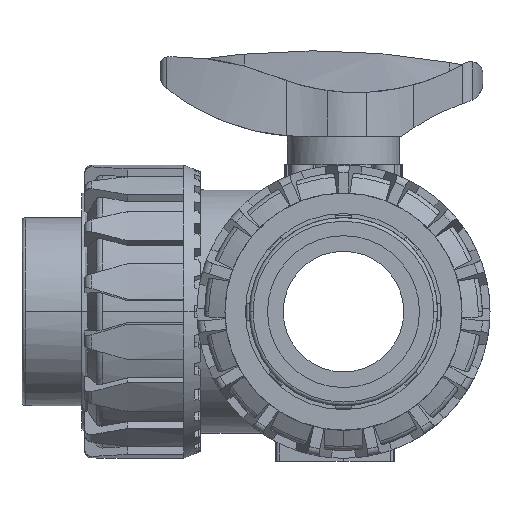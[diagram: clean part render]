
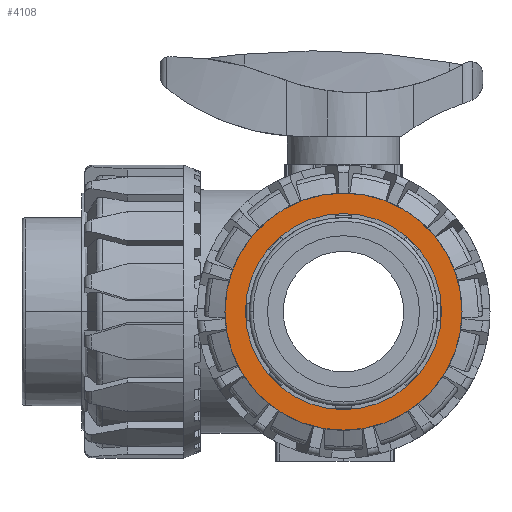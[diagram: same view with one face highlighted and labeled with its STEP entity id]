
A CAD part, front view. The second image highlights one B-rep face of the part: STEP entity #4108.
In plain terms, the highlighted planar face has unit normal (0, -1, 0).
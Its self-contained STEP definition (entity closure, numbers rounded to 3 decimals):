
#4108=ADVANCED_FACE('',(#8440,#8441),#8442,.T.);
#8440=FACE_BOUND('',#13043,.T.);
#8441=FACE_OUTER_BOUND('',#13044,.T.);
#8442=PLANE('',#13045);
#13043=EDGE_LOOP('',(#26062,#26063));
#13044=EDGE_LOOP('',(#26064,#26065));
#13045=AXIS2_PLACEMENT_3D('',#26066,#26067,#26068);
#26062=ORIENTED_EDGE('',*,*,#33246,.T.);
#26063=ORIENTED_EDGE('',*,*,#32117,.T.);
#26064=ORIENTED_EDGE('',*,*,#32112,.T.);
#26065=ORIENTED_EDGE('',*,*,#33325,.T.);
#26066=CARTESIAN_POINT('',(0.0,-108.5,-61.));
#26067=DIRECTION('',(0.0,-1.0,0.0));
#26068=DIRECTION('',(1.0,0.0,0.0));
#32112=EDGE_CURVE('',#39661,#39725,#39727,.T.);
#32117=EDGE_CURVE('',#39730,#39734,#39736,.T.);
#33246=EDGE_CURVE('',#39734,#39730,#41441,.T.);
#33325=EDGE_CURVE('',#39725,#39661,#41534,.T.);
#39661=VERTEX_POINT('',#52490);
#39725=VERTEX_POINT('',#52555);
#39727=CIRCLE('',#52558,49.15);
#39730=VERTEX_POINT('',#52561);
#39734=VERTEX_POINT('',#52566);
#39736=CIRCLE('',#52569,40.65);
#41441=CIRCLE('',#55553,40.65);
#41534=CIRCLE('',#55737,49.15);
#52490=CARTESIAN_POINT('',(0.0,-108.5,-110.15));
#52555=CARTESIAN_POINT('',(0.,-108.5,-11.85));
#52558=AXIS2_PLACEMENT_3D('',#62811,#62812,#62813);
#52561=CARTESIAN_POINT('',(-40.65,-108.5,-61.));
#52566=CARTESIAN_POINT('',(40.65,-108.5,-61.));
#52569=AXIS2_PLACEMENT_3D('',#62819,#62820,#62821);
#55553=AXIS2_PLACEMENT_3D('',#64386,#64387,#64388);
#55737=AXIS2_PLACEMENT_3D('',#64459,#64460,#64461);
#62811=CARTESIAN_POINT('',(0.0,-108.5,-61.));
#62812=DIRECTION('',(0.0,-1.0,0.0));
#62813=DIRECTION('',(1.0,0.0,0.0));
#62819=CARTESIAN_POINT('',(0.0,-108.5,-61.));
#62820=DIRECTION('',(0.0,1.0,0.0));
#62821=DIRECTION('',(-1.0,0.0,0.0));
#64386=CARTESIAN_POINT('',(0.0,-108.5,-61.));
#64387=DIRECTION('',(0.0,1.0,0.0));
#64388=DIRECTION('',(-1.0,0.0,0.0));
#64459=CARTESIAN_POINT('',(0.0,-108.5,-61.));
#64460=DIRECTION('',(0.0,-1.0,0.0));
#64461=DIRECTION('',(1.0,0.0,0.0));
